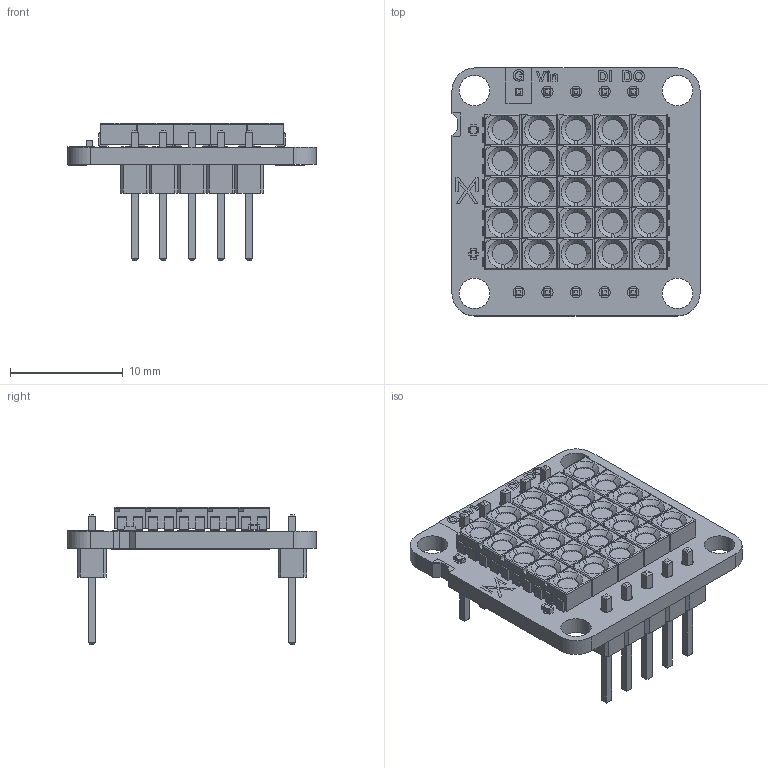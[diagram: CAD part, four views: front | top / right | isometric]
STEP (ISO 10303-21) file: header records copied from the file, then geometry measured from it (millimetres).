
FILE_DESCRIPTION(('KiCad electronic assembly'),'2;1');
FILE_NAME('STP_AX22_0028.step','2025-07-08T00:14:28',('Pcbnew'),('Kicad' ),'Open CASCADE STEP processor 7.8','KiCad to STEP converter', 'Unknown');
FILE_SCHEMA(('AUTOMOTIVE_DESIGN { 1 0 10303 214 1 1 1 1 }'));
Length unit declared in the file: millimetre
Products named in the file (7): STP_AX22_0028 1; LED_RGB_Wuerth-PLCC4_3.2x2.8mm_150141M173100; C_0402_1005Metric; PinHeader_1x05_P2.54mm_Vertical; R_0402_1005Metric; AX22_NeoPixelMatrix-5x5_silkscreen; AX22_NeoPixelMatrix-5x5_PCB
Assembly tree (31 placements, depth 2):
  STP_AX22_0028 1
    LED_RGB_Wuerth-PLCC4_3.2x2.8mm_150141M173100  x25
    C_0402_1005Metric
    PinHeader_1x05_P2.54mm_Vertical  x2
    R_0402_1005Metric
    AX22_NeoPixelMatrix-5x5_silkscreen
    AX22_NeoPixelMatrix-5x5_PCB
Bounding box: 22 x 22 x 12.19 mm (x, y, z)
Volume: 1276.8 mm3; surface area: 2819.5 mm2
Topology: 30 solids, 76 shells, 1701 faces, 6262 edges, 4689 vertices
Faces by surface type: plane 1188, cylinder 388, cone 75, bspline 50
Full cylindrical faces by diameter (mm): 1 x10, 1.867 x25, 2.7 x4
Entity records: 20030 total; most frequent: CARTESIAN_POINT 3668, DIRECTION 2687, ORIENTED_EDGE 2455, EDGE_CURVE 1766, VERTEX_POINT 1529, LINE 1503, VECTOR 1503, AXIS2_PLACEMENT_3D 592
